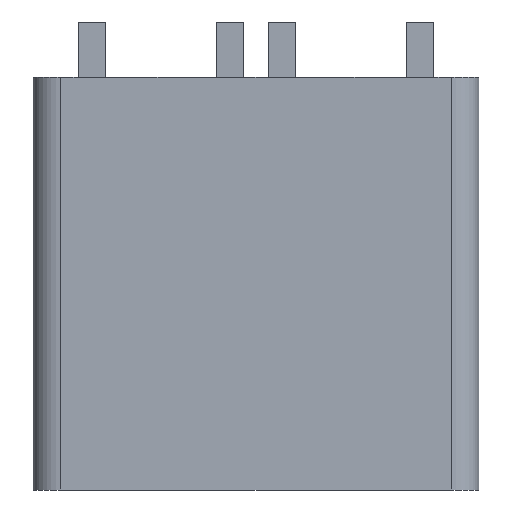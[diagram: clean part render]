
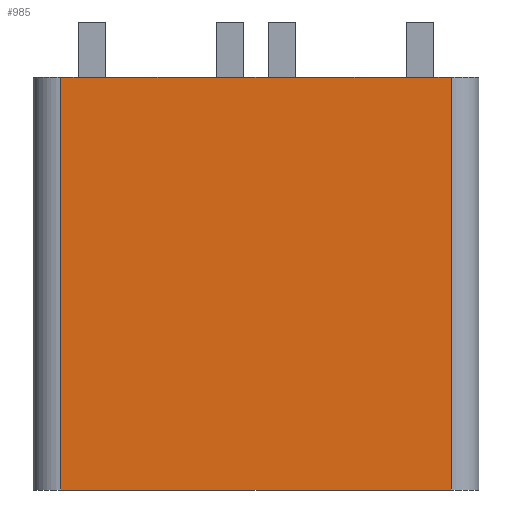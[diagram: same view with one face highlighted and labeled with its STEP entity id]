
A CAD part, front view. The second image highlights one B-rep face of the part: STEP entity #985.
In plain terms, the highlighted planar face has unit normal (0, -1, 0).
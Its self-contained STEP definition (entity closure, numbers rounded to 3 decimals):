
#158=DIRECTION('',(1.,0.,0.));
#159=VECTOR('',#158,7.1);
#160=CARTESIAN_POINT('',(-3.55,-3.575,-3.75));
#161=LINE('',#160,#159);
#177=DIRECTION('',(0.,0.,1.));
#178=VECTOR('',#177,7.5);
#179=CARTESIAN_POINT('',(-3.55,-3.575,-3.75));
#180=LINE('',#179,#178);
#181=DIRECTION('',(1.,0.,0.));
#182=VECTOR('',#181,0.32);
#183=CARTESIAN_POINT('',(-3.55,-3.575,3.75));
#184=LINE('',#183,#182);
#185=DIRECTION('',(1.,0.,0.));
#186=VECTOR('',#185,0.5);
#187=CARTESIAN_POINT('',(-3.23,-3.575,3.75));
#188=LINE('',#187,#186);
#189=DIRECTION('',(1.,0.,0.));
#190=VECTOR('',#189,2.01);
#191=CARTESIAN_POINT('',(-2.73,-3.575,3.75));
#192=LINE('',#191,#190);
#193=DIRECTION('',(1.,0.,0.));
#194=VECTOR('',#193,0.5);
#195=CARTESIAN_POINT('',(-0.72,-3.575,3.75));
#196=LINE('',#195,#194);
#197=DIRECTION('',(1.,0.,0.));
#198=VECTOR('',#197,0.44);
#199=CARTESIAN_POINT('',(-0.22,-3.575,3.75));
#200=LINE('',#199,#198);
#201=DIRECTION('',(1.,0.,0.));
#202=VECTOR('',#201,0.5);
#203=CARTESIAN_POINT('',(0.22,-3.575,3.75));
#204=LINE('',#203,#202);
#205=DIRECTION('',(1.,0.,0.));
#206=VECTOR('',#205,2.01);
#207=CARTESIAN_POINT('',(0.72,-3.575,3.75));
#208=LINE('',#207,#206);
#209=DIRECTION('',(1.,0.,0.));
#210=VECTOR('',#209,0.5);
#211=CARTESIAN_POINT('',(2.73,-3.575,3.75));
#212=LINE('',#211,#210);
#213=DIRECTION('',(1.,0.,0.));
#214=VECTOR('',#213,0.32);
#215=CARTESIAN_POINT('',(3.23,-3.575,3.75));
#216=LINE('',#215,#214);
#217=DIRECTION('',(0.,0.,-1.));
#218=VECTOR('',#217,7.5);
#219=CARTESIAN_POINT('',(3.55,-3.575,3.75));
#220=LINE('',#219,#218);
#697=CARTESIAN_POINT('',(-3.23,-3.575,3.75));
#698=CARTESIAN_POINT('',(-2.73,-3.575,3.75));
#699=VERTEX_POINT('',#697);
#700=VERTEX_POINT('',#698);
#701=CARTESIAN_POINT('',(-0.72,-3.575,3.75));
#702=CARTESIAN_POINT('',(-0.22,-3.575,3.75));
#703=VERTEX_POINT('',#701);
#704=VERTEX_POINT('',#702);
#705=CARTESIAN_POINT('',(0.22,-3.575,3.75));
#706=CARTESIAN_POINT('',(0.72,-3.575,3.75));
#707=VERTEX_POINT('',#705);
#708=VERTEX_POINT('',#706);
#709=CARTESIAN_POINT('',(2.73,-3.575,3.75));
#710=CARTESIAN_POINT('',(3.23,-3.575,3.75));
#711=VERTEX_POINT('',#709);
#712=VERTEX_POINT('',#710);
#778=CARTESIAN_POINT('',(-3.55,-3.575,3.75));
#780=VERTEX_POINT('',#778);
#781=CARTESIAN_POINT('',(-3.55,-3.575,-3.75));
#782=VERTEX_POINT('',#781);
#794=CARTESIAN_POINT('',(3.55,-3.575,-3.75));
#796=VERTEX_POINT('',#794);
#797=CARTESIAN_POINT('',(3.55,-3.575,3.75));
#798=VERTEX_POINT('',#797);
#961=CARTESIAN_POINT('',(-4.05,-3.575,3.75));
#962=DIRECTION('',(0.,-1.,0.));
#963=DIRECTION('',(0.,0.,-1.));
#964=AXIS2_PLACEMENT_3D('',#961,#962,#963);
#965=PLANE('',#964);
#966=ORIENTED_EDGE('',*,*,#832,.T.);
#967=ORIENTED_EDGE('',*,*,#921,.T.);
#969=ORIENTED_EDGE('',*,*,#968,.T.);
#970=ORIENTED_EDGE('',*,*,#913,.T.);
#972=ORIENTED_EDGE('',*,*,#971,.T.);
#973=ORIENTED_EDGE('',*,*,#905,.T.);
#975=ORIENTED_EDGE('',*,*,#974,.T.);
#976=ORIENTED_EDGE('',*,*,#897,.T.);
#978=ORIENTED_EDGE('',*,*,#977,.T.);
#979=ORIENTED_EDGE('',*,*,#889,.T.);
#981=ORIENTED_EDGE('',*,*,#980,.T.);
#982=ORIENTED_EDGE('',*,*,#946,.F.);
#983=EDGE_LOOP('',(#966,#967,#969,#970,#972,#973,#975,#976,#978,#979,#981,
#982));
#984=FACE_OUTER_BOUND('',#983,.F.);
#832=EDGE_CURVE('',#782,#780,#180,.T.);
#889=EDGE_CURVE('',#712,#798,#216,.T.);
#897=EDGE_CURVE('',#708,#711,#208,.T.);
#905=EDGE_CURVE('',#704,#707,#200,.T.);
#913=EDGE_CURVE('',#700,#703,#192,.T.);
#921=EDGE_CURVE('',#780,#699,#184,.T.);
#946=EDGE_CURVE('',#782,#796,#161,.T.);
#968=EDGE_CURVE('',#699,#700,#188,.T.);
#971=EDGE_CURVE('',#703,#704,#196,.T.);
#974=EDGE_CURVE('',#707,#708,#204,.T.);
#977=EDGE_CURVE('',#711,#712,#212,.T.);
#980=EDGE_CURVE('',#798,#796,#220,.T.);
#985=ADVANCED_FACE('',(#984),#965,.T.);
